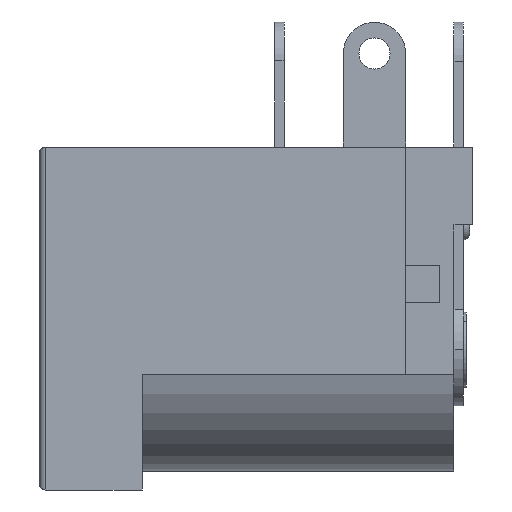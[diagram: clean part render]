
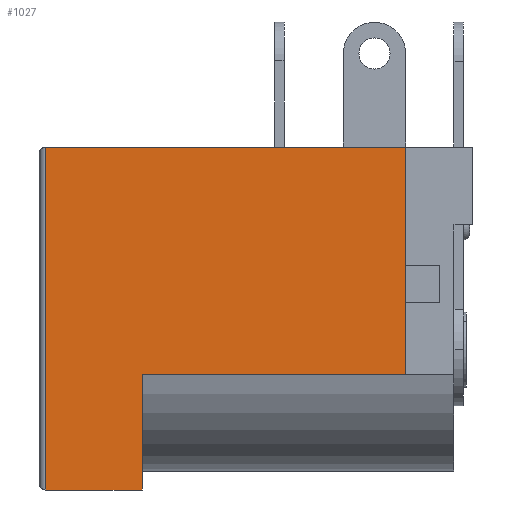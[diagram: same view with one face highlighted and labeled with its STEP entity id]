
A CAD part, left-side view. The second image highlights one B-rep face of the part: STEP entity #1027.
In plain terms, the highlighted planar face has unit normal (-1, 0, 0).
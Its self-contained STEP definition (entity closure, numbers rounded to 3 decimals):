
#25 = EDGE_LOOP ( 'NONE', ( #6449, #6656, #1564, #999, #2789, #491 ) ) ;
#117 = DIRECTION ( 'NONE',  ( 0., 0., -1. ) ) ;
#283 = CARTESIAN_POINT ( 'NONE',  ( -2.754, -4.425, 15.594 ) ) ;
#300 = EDGE_CURVE ( 'NONE', #4842, #956, #2112, .T. ) ;
#491 = ORIENTED_EDGE ( 'NONE', *, *, #300, .T. ) ;
#705 = VECTOR ( 'NONE', #117, 1000. ) ;
#742 = FACE_OUTER_BOUND ( 'NONE', #25, .T. ) ;
#748 = DIRECTION ( 'NONE',  ( 0., -1., 0. ) ) ;
#765 = EDGE_CURVE ( 'NONE', #5802, #4842, #2603, .T. ) ;
#776 = DIRECTION ( 'NONE',  ( 1., 0., 0. ) ) ;
#956 = VERTEX_POINT ( 'NONE', #2362 ) ;
#999 = ORIENTED_EDGE ( 'NONE', *, *, #3682, .T. ) ;
#1006 = CARTESIAN_POINT ( 'NONE',  ( -2.754, 4.025, 8.294 ) ) ;
#1027 = ADVANCED_FACE ( 'NONE', ( #742 ), #1845, .F. ) ;
#1257 = LINE ( 'NONE', #3490, #6417 ) ;
#1328 = EDGE_CURVE ( 'NONE', #3917, #3985, #5627, .T. ) ;
#1445 = DIRECTION ( 'NONE',  ( 0., -1., 0. ) ) ;
#1564 = ORIENTED_EDGE ( 'NONE', *, *, #1328, .T. ) ;
#1662 = CARTESIAN_POINT ( 'NONE',  ( -2.754, 7.125, 4.594 ) ) ;
#1754 = VECTOR ( 'NONE', #3171, 1000. ) ;
#1783 = CARTESIAN_POINT ( 'NONE',  ( -2.754, 4.025, 8.294 ) ) ;
#1845 = PLANE ( 'NONE',  #4200 ) ;
#2026 = CARTESIAN_POINT ( 'NONE',  ( -2.754, 4.025, 15.594 ) ) ;
#2112 = LINE ( 'NONE', #1006, #1754 ) ;
#2362 = CARTESIAN_POINT ( 'NONE',  ( -2.754, -4.425, 8.294 ) ) ;
#2529 = LINE ( 'NONE', #3630, #3702 ) ;
#2603 = LINE ( 'NONE', #2026, #7094 ) ;
#2615 = EDGE_CURVE ( 'NONE', #956, #5131, #1257, .T. ) ;
#2710 = CARTESIAN_POINT ( 'NONE',  ( -2.754, 4.025, 4.594 ) ) ;
#2789 = ORIENTED_EDGE ( 'NONE', *, *, #765, .T. ) ;
#2886 = CARTESIAN_POINT ( 'NONE',  ( -2.754, 7.125, 15.594 ) ) ;
#3058 = LINE ( 'NONE', #6987, #4500 ) ;
#3171 = DIRECTION ( 'NONE',  ( 0., -1., 0. ) ) ;
#3490 = CARTESIAN_POINT ( 'NONE',  ( -2.754, -4.425, 8.294 ) ) ;
#3630 = CARTESIAN_POINT ( 'NONE',  ( -2.754, 7.325, 4.594 ) ) ;
#3682 = EDGE_CURVE ( 'NONE', #3985, #5802, #2529, .T. ) ;
#3702 = VECTOR ( 'NONE', #748, 1000. ) ;
#3889 = CARTESIAN_POINT ( 'NONE',  ( -2.754, 7.125, 15.594 ) ) ;
#3917 = VERTEX_POINT ( 'NONE', #3889 ) ;
#3985 = VERTEX_POINT ( 'NONE', #1662 ) ;
#4005 = DIRECTION ( 'NONE',  ( 0., 0., -1. ) ) ;
#4200 = AXIS2_PLACEMENT_3D ( 'NONE', #1783, #776, #4005 ) ;
#4500 = VECTOR ( 'NONE', #1445, 1000. ) ;
#4842 = VERTEX_POINT ( 'NONE', #5798 ) ;
#5131 = VERTEX_POINT ( 'NONE', #283 ) ;
#5627 = LINE ( 'NONE', #2886, #705 ) ;
#5798 = CARTESIAN_POINT ( 'NONE',  ( -2.754, 4.025, 8.294 ) ) ;
#5802 = VERTEX_POINT ( 'NONE', #2710 ) ;
#5856 = DIRECTION ( 'NONE',  ( 0., 0., 1. ) ) ;
#6318 = EDGE_CURVE ( 'NONE', #3917, #5131, #3058, .T. ) ;
#6417 = VECTOR ( 'NONE', #6452, 1000. ) ;
#6449 = ORIENTED_EDGE ( 'NONE', *, *, #2615, .T. ) ;
#6452 = DIRECTION ( 'NONE',  ( 0., 0., 1. ) ) ;
#6656 = ORIENTED_EDGE ( 'NONE', *, *, #6318, .F. ) ;
#6987 = CARTESIAN_POINT ( 'NONE',  ( -2.754, 4.025, 15.594 ) ) ;
#7094 = VECTOR ( 'NONE', #5856, 1000. ) ;
